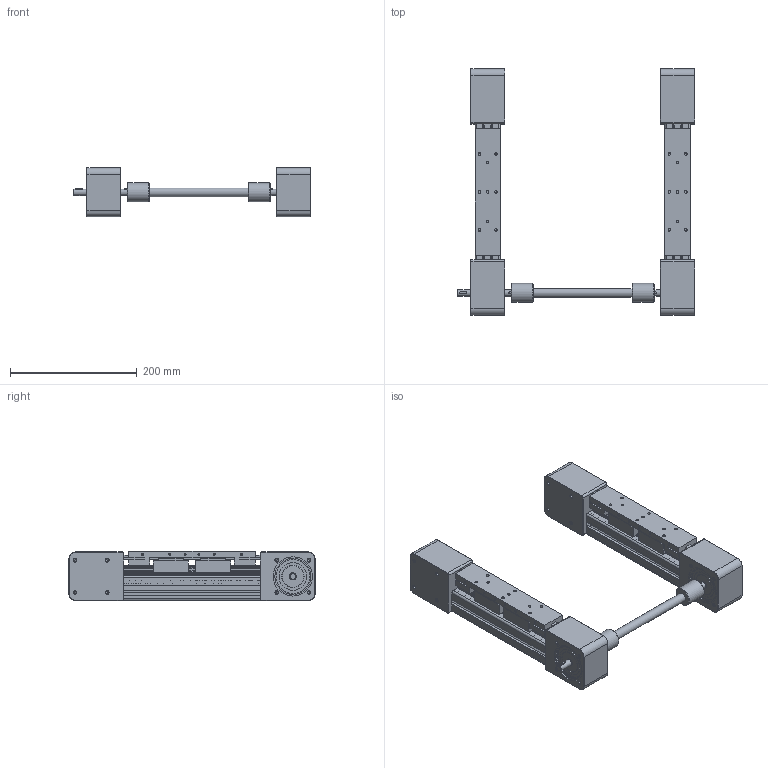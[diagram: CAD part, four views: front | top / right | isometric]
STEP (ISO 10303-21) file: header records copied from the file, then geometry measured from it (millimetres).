
FILE_DESCRIPTION((''),'2;1');
FILE_NAME('MTJ ECO 40 L DOUBLE OSL 14 1L ASM.stp','2011-05-23T10:53:13',('Matej'),(''),'Autodesk Inventor 2011','Autodesk Inventor 2011','');
FILE_SCHEMA(('AUTOMOTIVE_DESIGN { 1 0 10303 214 1 1 1 1 }'));
Length unit declared in the file: millimetre
Products named in the file (12): MTJ ECO 40 L DOUBLE OSL 14 1L ASM; MTJ ECO 40 L DOUBLE OSL 14 1L; MTJ ECO 40 L TIP 2; PROFIL MTJ ECO 40 L; JERMEN MTJ ECO 40 L; NAPENJALNI DEL MTJ ECO 40; POGONSKI DEL MTJ ECO 40 TIP 2; VOZIČEK MTJ ECO 40 L; MTJ ECO 40 L TIP 1L; POGONSKI DEL MTJ ECO 40 TIP 1L; SKLOPKA OSL 14; ROR OSL 14
Assembly tree (16 placements, depth 4):
  MTJ ECO 40 L DOUBLE OSL 14 1L ASM
    MTJ ECO 40 L DOUBLE OSL 14 1L
      MTJ ECO 40 L TIP 2
        PROFIL MTJ ECO 40 L
        JERMEN MTJ ECO 40 L
        NAPENJALNI DEL MTJ ECO 40
        POGONSKI DEL MTJ ECO 40 TIP 2
        VOZIČEK MTJ ECO 40 L
      MTJ ECO 40 L TIP 1L
        PROFIL MTJ ECO 40 L
        JERMEN MTJ ECO 40 L
        NAPENJALNI DEL MTJ ECO 40
        POGONSKI DEL MTJ ECO 40 TIP 1L
        VOZIČEK MTJ ECO 40 L
      SKLOPKA OSL 14  x2
      ROR OSL 14
Bounding box: 375 x 389 x 78 mm (x, y, z)
Volume: 2048919.8 mm3; surface area: 551137.7 mm2
Topology: 13 solids, 18 shells, 1282 faces, 3318 edges, 2138 vertices
Faces by surface type: plane 820, cylinder 320, cone 139, torus 3
Full cylindrical faces by diameter (mm): 2 x6, 3.242 x24, 4 x6, 4.134 x12, 4.917 x32, 5 x24, 6.5 x10, 10 x4, 14 x1, 15 x2, 30 x2, 35 x4, 35.1 x4, 43.64 x4, 53.36 x4, 57 x4, 62 x3
Entity records: 24433 total; most frequent: CARTESIAN_POINT 4198, DIRECTION 4106, ORIENTED_EDGE 3800, EDGE_CURVE 1900, VECTOR 1404, LINE 1404, AXIS2_PLACEMENT_3D 1351, VERTEX_POINT 1317
